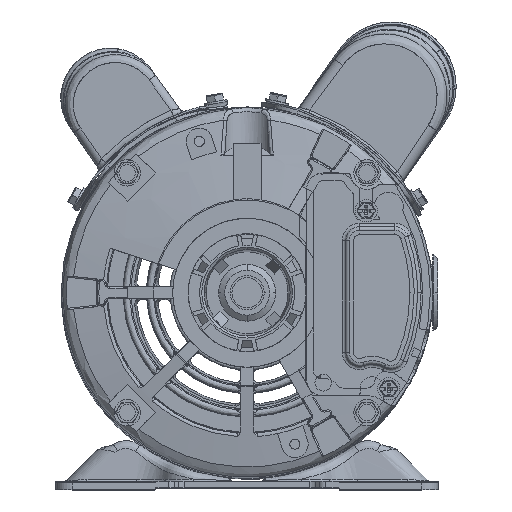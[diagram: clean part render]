
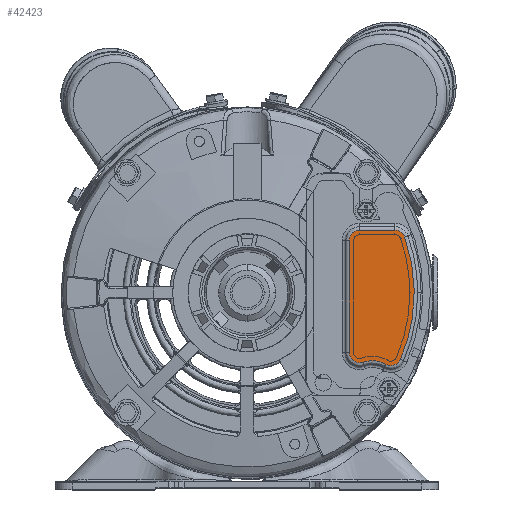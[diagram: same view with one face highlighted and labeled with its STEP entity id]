
A CAD part, top view. The second image highlights one B-rep face of the part: STEP entity #42423.
In plain terms, the highlighted planar face has unit normal (0, 0, 1).
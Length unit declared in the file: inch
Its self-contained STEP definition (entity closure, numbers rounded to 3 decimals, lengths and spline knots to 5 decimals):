
#3213 = VERTEX_POINT ( 'NONE', #9141 ) ;
#5063 = CARTESIAN_POINT ( 'NONE',  ( 1.54375, 0.79, 3.95 ) ) ;
#5152 = VERTEX_POINT ( 'NONE', #189337 ) ;
#6923 =( BOUNDED_CURVE ( )  B_SPLINE_CURVE ( 3, ( #72862, #104736, #89800, #74203 ),
 .UNSPECIFIED., .F., .F. ) 
 B_SPLINE_CURVE_WITH_KNOTS ( ( 4, 4 ),
 ( 0., 1. ),
 .UNSPECIFIED. ) 
 CURVE ( )  GEOMETRIC_REPRESENTATION_ITEM ( )  RATIONAL_B_SPLINE_CURVE ( ( 1., 0.78, 0.78, 1. ) ) 
 REPRESENTATION_ITEM ( '' )  );
#7683 = EDGE_CURVE ( 'NONE', #147325, #98664, #134354, .T. ) ;
#9141 = CARTESIAN_POINT ( 'NONE',  ( 2.23446, 0.94625, 3.95 ) ) ;
#14480 = CARTESIAN_POINT ( 'NONE',  ( 2.09735, -1.08045, 3.95 ) ) ;
#15155 = CARTESIAN_POINT ( 'NONE',  ( 1.75119, -1.04963, 3.95 ) ) ;
#20849 = VERTEX_POINT ( 'NONE', #86074 ) ;
#25244 = CARTESIAN_POINT ( 'NONE',  ( 2.38177, 0.84208, 3.95 ) ) ;
#25929 = CARTESIAN_POINT ( 'NONE',  ( 2.31712, -1.00643, 3.95 ) ) ;
#26663 = CARTESIAN_POINT ( 'NONE',  ( 1.54375, 0.79, 3.95 ) ) ;
#28732 =( BOUNDED_CURVE ( )  B_SPLINE_CURVE ( 3, ( #14480, #29367, #152270, #15155 ),
 .UNSPECIFIED., .F., .F. ) 
 B_SPLINE_CURVE_WITH_KNOTS ( ( 4, 4 ),
 ( 0., 1. ),
 .UNSPECIFIED. ) 
 CURVE ( )  GEOMETRIC_REPRESENTATION_ITEM ( )  RATIONAL_B_SPLINE_CURVE ( ( 1., 0.941, 0.941, 1. ) ) 
 REPRESENTATION_ITEM ( '' )  );
#29367 = CARTESIAN_POINT ( 'NONE',  ( 1.99003, -1.02023, 3.95 ) ) ;
#35189 =( BOUNDED_CURVE ( )  B_SPLINE_CURVE ( 3, ( #183693, #90692, #102908, #197282 ),
 .UNSPECIFIED., .F., .F. ) 
 B_SPLINE_CURVE_WITH_KNOTS ( ( 4, 4 ),
 ( 0., 1. ),
 .UNSPECIFIED. ) 
 CURVE ( )  GEOMETRIC_REPRESENTATION_ITEM ( )  RATIONAL_B_SPLINE_CURVE ( ( 1., 0.72, 0.72, 1. ) ) 
 REPRESENTATION_ITEM ( '' )  );
#36266 = DIRECTION ( 'NONE',  ( 0., 1., 0. ) ) ;
#39128 = CARTESIAN_POINT ( 'NONE',  ( 1.54375, 0.79, 3.95 ) ) ;
#39814 = EDGE_CURVE ( 'NONE', #3213, #20849, #41832, .T. ) ;
#41832 =( BOUNDED_CURVE ( )  B_SPLINE_CURVE ( 3, ( #94538, #79569, #157614, #126012 ),
 .UNSPECIFIED., .F., .T. ) 
 B_SPLINE_CURVE_WITH_KNOTS ( ( 4, 4 ),
 ( 0., 1. ),
 .UNSPECIFIED. ) 
 CURVE ( )  GEOMETRIC_REPRESENTATION_ITEM ( )  RATIONAL_B_SPLINE_CURVE ( ( 1., 0.878, 0.878, 1. ) ) 
 REPRESENTATION_ITEM ( '' )  );
#42423 = ADVANCED_FACE ( 'NONE', ( #57396 ), #128058, .T. ) ;
#48814 = CARTESIAN_POINT ( 'NONE',  ( 2.31712, -1.00643, 3.95 ) ) ;
#49209 =( BOUNDED_CURVE ( )  B_SPLINE_CURVE ( 3, ( #25244, #88386, #103293, #25929 ),
 .UNSPECIFIED., .F., .T. ) 
 B_SPLINE_CURVE_WITH_KNOTS ( ( 4, 4 ),
 ( 0., 1. ),
 .UNSPECIFIED. ) 
 CURVE ( )  GEOMETRIC_REPRESENTATION_ITEM ( )  RATIONAL_B_SPLINE_CURVE ( ( 1., 0.954, 0.954, 1. ) ) 
 REPRESENTATION_ITEM ( '' )  );
#49579 = EDGE_CURVE ( 'NONE', #20849, #95597, #49209, .T. ) ;
#53090 = EDGE_CURVE ( 'NONE', #98664, #3213, #84595, .T. ) ;
#53497 = EDGE_CURVE ( 'NONE', #95597, #192265, #6923, .T. ) ;
#55438 = ORIENTED_EDGE ( 'NONE', *, *, #53090, .F. ) ;
#57396 = FACE_OUTER_BOUND ( 'NONE', #82715, .T. ) ;
#70040 = ORIENTED_EDGE ( 'NONE', *, *, #7683, .F. ) ;
#72862 = CARTESIAN_POINT ( 'NONE',  ( 2.31712, -1.00643, 3.95 ) ) ;
#74203 = CARTESIAN_POINT ( 'NONE',  ( 2.09735, -1.08045, 3.95 ) ) ;
#75838 = CARTESIAN_POINT ( 'NONE',  ( 2.09735, -1.08045, 3.95 ) ) ;
#79569 = CARTESIAN_POINT ( 'NONE',  ( 2.30298, 0.94625, 3.95 ) ) ;
#82715 = EDGE_LOOP ( 'NONE', ( #178812, #195683, #55438, #70040, #134600, #134374, #163133, #89485 ) ) ;
#84595 = LINE ( 'NONE', #84756, #111351 ) ;
#84756 = CARTESIAN_POINT ( 'NONE',  ( 2.23446, 0.94625, 3.95 ) ) ;
#86074 = CARTESIAN_POINT ( 'NONE',  ( 2.38177, 0.84208, 3.95 ) ) ;
#86768 = EDGE_CURVE ( 'NONE', #152846, #147325, #127183, .T. ) ;
#88386 = CARTESIAN_POINT ( 'NONE',  ( 2.59726, 0.23259, 3.95 ) ) ;
#89136 = CARTESIAN_POINT ( 'NONE',  ( 1.7, 0.94625, 3.95 ) ) ;
#89485 = ORIENTED_EDGE ( 'NONE', *, *, #53497, .F. ) ;
#89800 = CARTESIAN_POINT ( 'NONE',  ( 2.18375, -1.12893, 3.95 ) ) ;
#90330 = CARTESIAN_POINT ( 'NONE',  ( 1.54375, -0.902, 3.95 ) ) ;
#90511 = VECTOR ( 'NONE', #36266, 39.37008 ) ;
#90692 = CARTESIAN_POINT ( 'NONE',  ( 1.6398, -1.08825, 3.95 ) ) ;
#94538 = CARTESIAN_POINT ( 'NONE',  ( 2.23446, 0.94625, 3.95 ) ) ;
#95597 = VERTEX_POINT ( 'NONE', #48814 ) ;
#96129 = DIRECTION ( 'NONE',  ( 0., 0., 1. ) ) ;
#98664 = VERTEX_POINT ( 'NONE', #104557 ) ;
#102627 = EDGE_CURVE ( 'NONE', #5152, #152846, #35189, .T. ) ;
#102908 = CARTESIAN_POINT ( 'NONE',  ( 1.54375, -1.01989, 3.95 ) ) ;
#103293 = CARTESIAN_POINT ( 'NONE',  ( 2.57466, -0.41348, 3.95 ) ) ;
#104557 = CARTESIAN_POINT ( 'NONE',  ( 1.7, 0.94625, 3.95 ) ) ;
#104736 = CARTESIAN_POINT ( 'NONE',  ( 2.27765, -1.0973, 3.95 ) ) ;
#111351 = VECTOR ( 'NONE', #145887, 39.37008 ) ;
#123770 = EDGE_CURVE ( 'NONE', #192265, #5152, #28732, .T. ) ;
#126012 = CARTESIAN_POINT ( 'NONE',  ( 2.38177, 0.84208, 3.95 ) ) ;
#127183 = LINE ( 'NONE', #5063, #90511 ) ;
#128058 = PLANE ( 'NONE',  #138439 ) ;
#134354 =( BOUNDED_CURVE ( )  B_SPLINE_CURVE ( 3, ( #26663, #135313, #150889, #89136 ),
 .UNSPECIFIED., .F., .F. ) 
 B_SPLINE_CURVE_WITH_KNOTS ( ( 4, 4 ),
 ( 0., 1. ),
 .UNSPECIFIED. ) 
 CURVE ( )  GEOMETRIC_REPRESENTATION_ITEM ( )  RATIONAL_B_SPLINE_CURVE ( ( 1., 0.805, 0.805, 1. ) ) 
 REPRESENTATION_ITEM ( '' )  );
#134374 = ORIENTED_EDGE ( 'NONE', *, *, #102627, .F. ) ;
#134600 = ORIENTED_EDGE ( 'NONE', *, *, #86768, .F. ) ;
#135313 = CARTESIAN_POINT ( 'NONE',  ( 1.54375, 0.88153, 3.95 ) ) ;
#138439 = AXIS2_PLACEMENT_3D ( 'NONE', #160528, #96129, #175455 ) ;
#145887 = DIRECTION ( 'NONE',  ( 1., 0., 0. ) ) ;
#147325 = VERTEX_POINT ( 'NONE', #39128 ) ;
#150889 = CARTESIAN_POINT ( 'NONE',  ( 1.60847, 0.94625, 3.95 ) ) ;
#152270 = CARTESIAN_POINT ( 'NONE',  ( 1.86745, -1.00932, 3.95 ) ) ;
#152846 = VERTEX_POINT ( 'NONE', #90330 ) ;
#157614 = CARTESIAN_POINT ( 'NONE',  ( 2.35893, 0.90669, 3.95 ) ) ;
#160528 = CARTESIAN_POINT ( 'NONE',  ( 2.1738, -0.94418, 3.95 ) ) ;
#163133 = ORIENTED_EDGE ( 'NONE', *, *, #123770, .F. ) ;
#175455 = DIRECTION ( 'NONE',  ( 1., 0., 0. ) ) ;
#178812 = ORIENTED_EDGE ( 'NONE', *, *, #49579, .F. ) ;
#183693 = CARTESIAN_POINT ( 'NONE',  ( 1.75119, -1.04963, 3.95 ) ) ;
#189337 = CARTESIAN_POINT ( 'NONE',  ( 1.75119, -1.04963, 3.95 ) ) ;
#192265 = VERTEX_POINT ( 'NONE', #75838 ) ;
#195683 = ORIENTED_EDGE ( 'NONE', *, *, #39814, .F. ) ;
#197282 = CARTESIAN_POINT ( 'NONE',  ( 1.54375, -0.902, 3.95 ) ) ;
